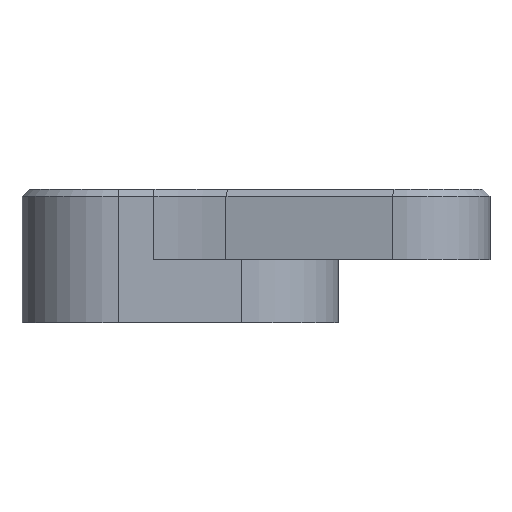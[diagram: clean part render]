
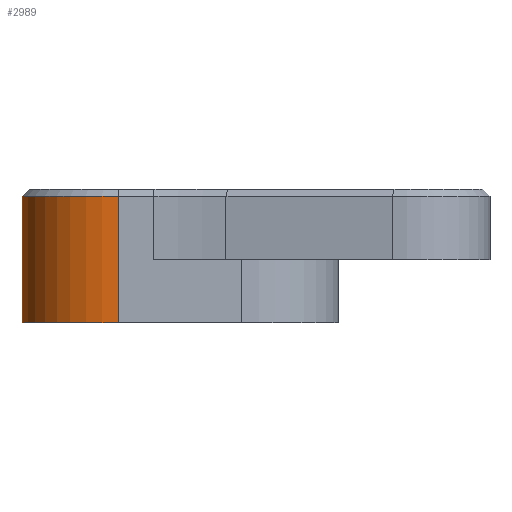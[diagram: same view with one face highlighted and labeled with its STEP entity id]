
A CAD part, left-side view. The second image highlights one B-rep face of the part: STEP entity #2989.
In plain terms, the highlighted cylindrical face has radius 5.5 mm (diameter 11 mm), a partial arc.
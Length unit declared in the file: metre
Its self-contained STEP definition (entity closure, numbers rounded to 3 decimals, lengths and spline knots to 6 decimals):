
#50=CYLINDRICAL_SURFACE('',#3230,0.0055);
#246=LINE('',#4668,#545);
#251=LINE('',#4678,#550);
#545=VECTOR('',#3692,1.);
#550=VECTOR('',#3699,1.);
#940=ORIENTED_EDGE('',*,*,#1786,.F.);
#941=ORIENTED_EDGE('',*,*,#1809,.T.);
#942=ORIENTED_EDGE('',*,*,#1810,.T.);
#943=ORIENTED_EDGE('',*,*,#1804,.T.);
#1786=EDGE_CURVE('',#2229,#2230,#2476,.T.);
#1804=EDGE_CURVE('',#2239,#2230,#246,.T.);
#1809=EDGE_CURVE('',#2229,#2243,#251,.T.);
#1810=EDGE_CURVE('',#2243,#2239,#2481,.T.);
#2229=VERTEX_POINT('',#4627);
#2230=VERTEX_POINT('',#4631);
#2239=VERTEX_POINT('',#4669);
#2243=VERTEX_POINT('',#4679);
#2476=CIRCLE('',#3215,0.0055);
#2481=CIRCLE('',#3231,0.0055);
#2584=EDGE_LOOP('',(#940,#941,#942,#943));
#2769=FACE_BOUND('',#2584,.T.);
#2989=ADVANCED_FACE('',(#2769),#50,.T.);
#3215=AXIS2_PLACEMENT_3D('',#4632,#3649,#3650);
#3230=AXIS2_PLACEMENT_3D('',#4677,#3697,#3698);
#3231=AXIS2_PLACEMENT_3D('',#4680,#3700,#3701);
#3649=DIRECTION('',(0.,0.,1.));
#3650=DIRECTION('',(-0.707,0.707,0.));
#3692=DIRECTION('',(0.,0.,1.));
#3697=DIRECTION('',(0.,0.,-1.));
#3698=DIRECTION('',(-0.707,0.707,0.));
#3699=DIRECTION('',(0.,0.,-1.));
#3700=DIRECTION('',(0.,0.,1.));
#3701=DIRECTION('',(-0.707,0.707,0.));
#4627=CARTESIAN_POINT('',(-0.0216,-0.264361,0.0117));
#4631=CARTESIAN_POINT('',(-0.0271,-0.269861,0.0117));
#4632=CARTESIAN_POINT('',(-0.0216,-0.269861,0.0117));
#4668=CARTESIAN_POINT('',(-0.0271,-0.269861,0.0075));
#4669=CARTESIAN_POINT('',(-0.0271,-0.269861,0.0045));
#4677=CARTESIAN_POINT('',(-0.0216,-0.269861,0.0075));
#4678=CARTESIAN_POINT('',(-0.0216,-0.264361,0.0075));
#4679=CARTESIAN_POINT('',(-0.0216,-0.264361,0.0045));
#4680=CARTESIAN_POINT('',(-0.0216,-0.269861,0.0045));
